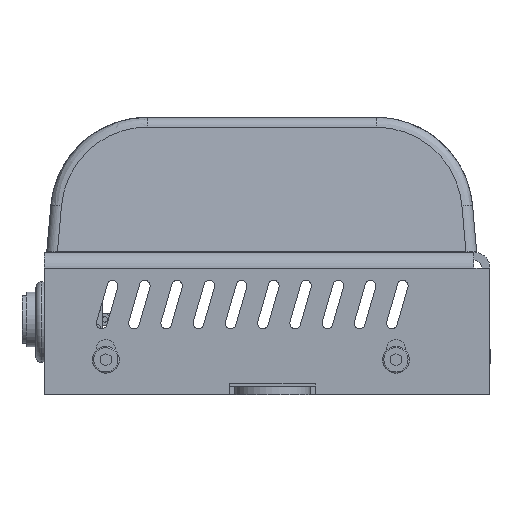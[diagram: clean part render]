
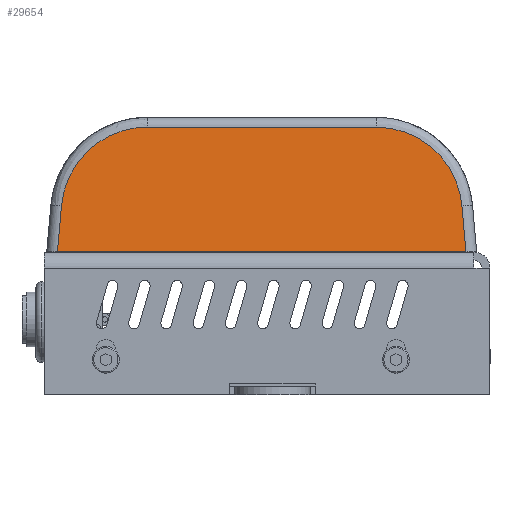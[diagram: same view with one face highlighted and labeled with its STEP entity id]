
A CAD part, front view. The second image highlights one B-rep face of the part: STEP entity #29654.
In plain terms, the highlighted face is planar.
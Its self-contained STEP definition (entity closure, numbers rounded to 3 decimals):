
#771=ELLIPSE('',#32117,16.061,16.);
#772=ELLIPSE('',#32119,16.061,16.);
#2973=FACE_OUTER_BOUND('',#4679,.T.);
#4679=EDGE_LOOP('',(#21330,#21331,#21332,#21333,#21334,#21335));
#6682=LINE('',#46652,#9630);
#6683=LINE('',#46733,#9631);
#6684=LINE('',#46736,#9632);
#6686=LINE('',#46740,#9634);
#9630=VECTOR('',#36427,10.);
#9631=VECTOR('',#36442,10.);
#9632=VECTOR('',#36445,10.);
#9634=VECTOR('',#36451,10.);
#12687=VERTEX_POINT('',#46649);
#12688=VERTEX_POINT('',#46651);
#12689=VERTEX_POINT('',#46689);
#12690=VERTEX_POINT('',#46727);
#12691=VERTEX_POINT('',#46731);
#12692=VERTEX_POINT('',#46735);
#15810=EDGE_CURVE('',#12687,#12688,#6682,.T.);
#15813=EDGE_CURVE('',#12689,#12687,#771,.T.);
#15815=EDGE_CURVE('',#12688,#12690,#772,.T.);
#15817=EDGE_CURVE('',#12691,#12689,#6683,.T.);
#15818=EDGE_CURVE('',#12690,#12692,#6684,.T.);
#15821=EDGE_CURVE('',#12692,#12691,#6686,.T.);
#21330=ORIENTED_EDGE('',*,*,#15818,.F.);
#21331=ORIENTED_EDGE('',*,*,#15815,.F.);
#21332=ORIENTED_EDGE('',*,*,#15810,.F.);
#21333=ORIENTED_EDGE('',*,*,#15813,.F.);
#21334=ORIENTED_EDGE('',*,*,#15817,.F.);
#21335=ORIENTED_EDGE('',*,*,#15821,.F.);
#27463=PLANE('',#32125);
#29654=ADVANCED_FACE('',(#2973),#27463,.F.);
#32117=AXIS2_PLACEMENT_3D('',#46691,#36432,#36433);
#32119=AXIS2_PLACEMENT_3D('',#46729,#36436,#36437);
#32125=AXIS2_PLACEMENT_3D('',#46741,#36452,#36453);
#36427=DIRECTION('',(-1.,0.,0.));
#36432=DIRECTION('center_axis',(0.,-0.087,0.996));
#36433=DIRECTION('ref_axis',(0.,0.996,0.087));
#36436=DIRECTION('center_axis',(0.,-0.087,0.996));
#36437=DIRECTION('ref_axis',(0.,0.996,0.087));
#36442=DIRECTION('',(-0.087,0.992,0.087));
#36445=DIRECTION('',(-0.087,-0.992,-0.087));
#36451=DIRECTION('',(1.,0.,0.));
#36452=DIRECTION('center_axis',(0.,-0.087,0.996));
#36453=DIRECTION('ref_axis',(1.,0.,0.));
#46649=CARTESIAN_POINT('',(61.319,23.174,2.027));
#46651=CARTESIAN_POINT('',(18.681,23.174,2.027));
#46652=CARTESIAN_POINT('',(20.,23.174,2.027));
#46689=CARTESIAN_POINT('',(77.258,8.569,0.75));
#46691=CARTESIAN_POINT('Origin',(61.319,7.174,0.628));
#46727=CARTESIAN_POINT('',(2.742,8.569,0.75));
#46729=CARTESIAN_POINT('Origin',(18.681,7.174,0.628));
#46731=CARTESIAN_POINT('',(78.008,0.,0.));
#46733=CARTESIAN_POINT('',(76.25,20.09,1.758));
#46735=CARTESIAN_POINT('',(1.992,0.,0.));
#46736=CARTESIAN_POINT('',(2.669,7.731,0.676));
#46740=CARTESIAN_POINT('',(0.,0.,0.));
#46741=CARTESIAN_POINT('Origin',(40.,12.452,1.089));
